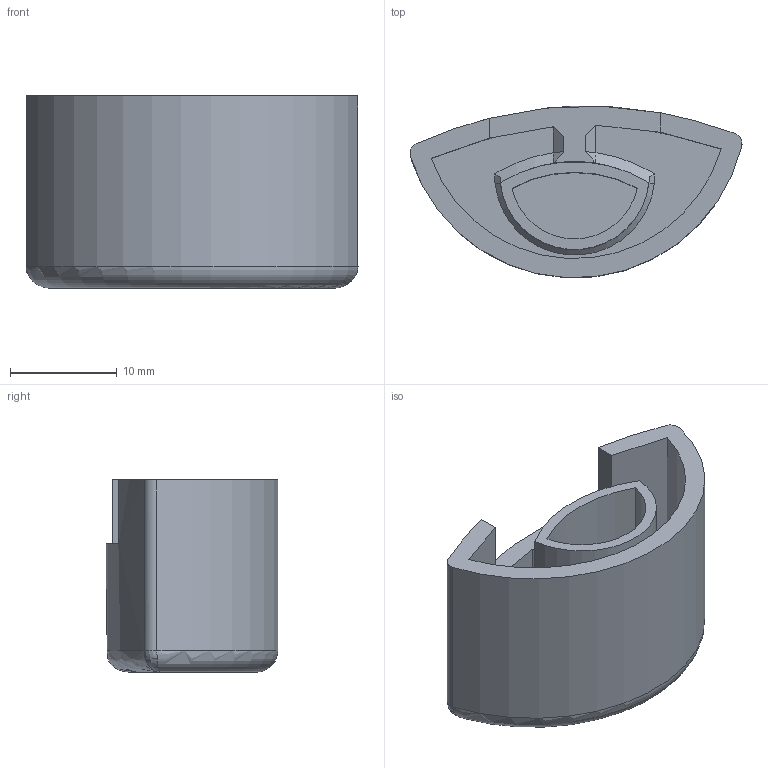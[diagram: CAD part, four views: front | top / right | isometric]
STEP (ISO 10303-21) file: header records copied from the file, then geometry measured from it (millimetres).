
FILE_DESCRIPTION(('FreeCAD Model'),'2;1');
FILE_NAME('Open CASCADE Shape Model','2021-06-28T11:30:13',('Author'),( ''),'Open CASCADE STEP processor 7.5','FreeCAD','Unknown');
FILE_SCHEMA(('AUTOMOTIVE_DESIGN { 1 0 10303 214 1 1 1 1 }'));
Length unit declared in the file: millimetre
Products named in the file (2): Parte pequeña final; Parte pequeña definitiva
Assembly tree (1 placements, depth 2):
  Parte pequeña final
    Parte pequeña definitiva
Bounding box: 31.11 x 16.08 x 18 mm (x, y, z)
Volume: 3080.6 mm3; surface area: 3915.8 mm2
Topology: 1 solids, 1 shells, 38 faces, 98 edges, 61 vertices
Faces by surface type: plane 16, bspline 7, cylinder 6, cone 5, offset 2, extrusion 1, torus 1
Entity records: 6136 total; most frequent: CARTESIAN_POINT 4408, DIRECTION 246, ORIENTED_EDGE 192, PCURVE 192, DEFINITIONAL_REPRESENTATION 192, VECTOR 119, LINE 118, B_SPLINE_CURVE_WITH_KNOTS 117
